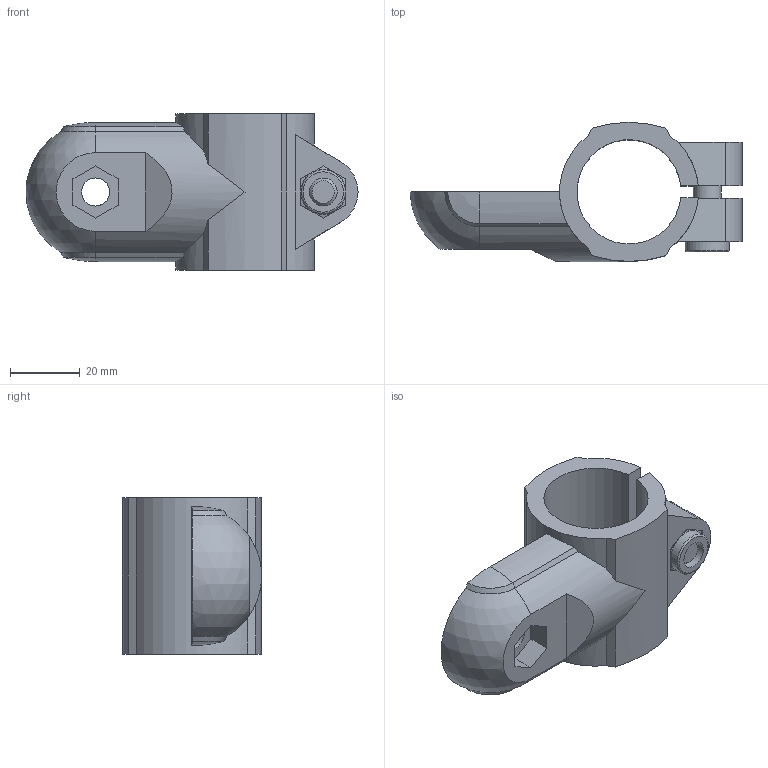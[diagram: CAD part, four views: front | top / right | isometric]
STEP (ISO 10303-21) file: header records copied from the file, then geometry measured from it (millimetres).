
FILE_DESCRIPTION( ( 'STEP AP214' ), '1' );
FILE_NAME( 'K0486.30.stp', '2020-12-08T10:26:51', ( '' ), ( '' ), ' ', 'PARTsolutions', ' ' );
FILE_SCHEMA( ( 'AUTOMOTIVE_DESIGN { 1 0 10303 214 1 1 1 1 }' ) );
Length unit declared in the file: millimetre
Products named in the file (1): _K0486.30
Bounding box: 95.51 x 40 x 45 mm (x, y, z)
Volume: 53614.5 mm3; surface area: 19140.6 mm2
Topology: 1 solids, 1 shells, 116 faces, 315 edges, 207 vertices
Faces by surface type: plane 70, cylinder 26, cone 15, sphere 3, torus 2
Full cylindrical faces by diameter (mm): 8 x2, 8.1 x1, 8.5 x2, 12.6 x1, 12.9 x1, 28.2 x1, 34.8 x1
Entity records: 4546 total; most frequent: CARTESIAN_POINT 735, DIRECTION 592, ORIENTED_EDGE 588, EDGE_CURVE 294, AXIS2_PLACEMENT_3D 209, VERTEX_POINT 200, LINE 174, VECTOR 174
